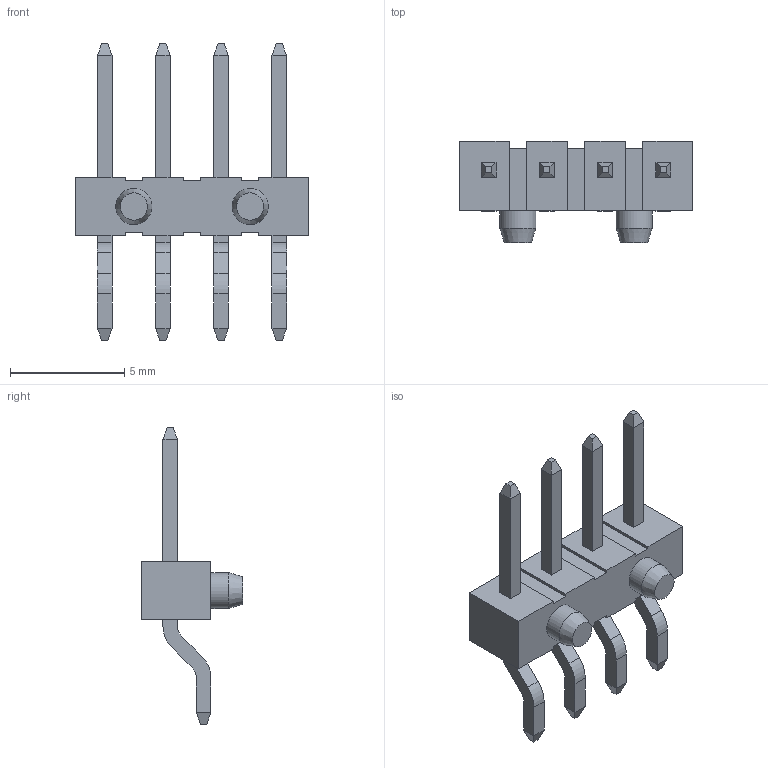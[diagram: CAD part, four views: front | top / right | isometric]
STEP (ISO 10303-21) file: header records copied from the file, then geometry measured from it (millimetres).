
FILE_DESCRIPTION(/* description */ ('STEP AP214'),/* implementation_level */ '2;1');
FILE_NAME(/* name */ 'TSM-104-01-T-SH-A',/* time_stamp */ '2024-01-30T15:58:38+01:00',/* author */ ('License CC BY-ND 4.0'),/* organization */ ('CADENAS'),/* preprocessor_version */ 'ST-DEVELOPER v19.3',/* originating_system */ 'PARTsolutions',/* authorisation */ ' ');
FILE_SCHEMA (('AUTOMOTIVE_DESIGN {1 0 10303 214 3 1 1}'));
Length unit declared in the file: inch
Products named in the file (3): TSM-104-01-T-SH-A; TSM-104-01-SH-A_body; T-1S6-08(-01-4-SH)
Assembly tree (2 placements, depth 2):
  TSM-104-01-T-SH-A
    TSM-104-01-SH-A_body
    T-1S6-08(-01-4-SH)
Bounding box: 10.16 x 4.45 x 12.95 mm (x, y, z)
Volume: 98.1 mm3; surface area: 313.3 mm2
Topology: 2 solids, 2 shells, 146 faces, 388 edges, 248 vertices
Faces by surface type: plane 126, cylinder 18, cone 2
Full cylindrical faces by diameter (mm): 1.575 x2
Entity records: 4490 total; most frequent: CARTESIAN_POINT 777, ORIENTED_EDGE 764, DIRECTION 718, EDGE_CURVE 382, LINE 344, VECTOR 344, VERTEX_POINT 246, AXIS2_PLACEMENT_3D 187
